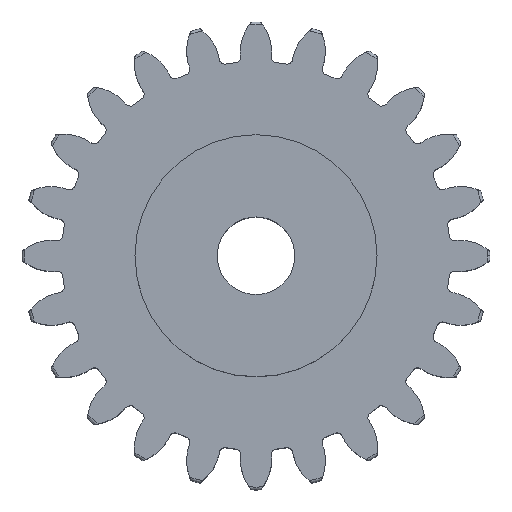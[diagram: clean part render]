
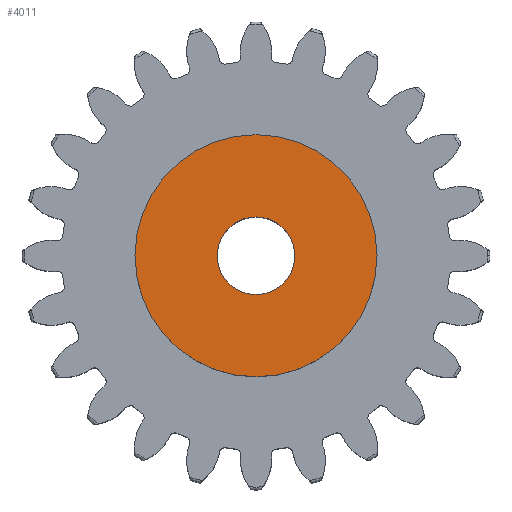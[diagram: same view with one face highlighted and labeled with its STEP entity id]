
A CAD part, top view. The second image highlights one B-rep face of the part: STEP entity #4011.
In plain terms, the highlighted planar face has unit normal (0, 0, 1).
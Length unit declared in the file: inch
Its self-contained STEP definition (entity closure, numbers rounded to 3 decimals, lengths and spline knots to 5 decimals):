
#160 = EDGE_CURVE ( 'NONE', #1524, #2513, #8198, .T. ) ;
#278 = EDGE_CURVE ( 'NONE', #2513, #1524, #1210, .T. ) ;
#341 = DIRECTION ( 'NONE',  ( 0., 0., 1. ) ) ;
#406 = DIRECTION ( 'NONE',  ( 0., 0., 1. ) ) ;
#933 = DIRECTION ( 'NONE',  ( 1., 0., 0. ) ) ;
#971 = VERTEX_POINT ( 'NONE', #1903 ) ;
#1075 = DIRECTION ( 'NONE',  ( 1., 0., 0. ) ) ;
#1210 = CIRCLE ( 'NONE', #3358, 2.24225 ) ;
#1433 = CARTESIAN_POINT ( 'NONE',  ( -2.24225, 0., 0. ) ) ;
#1524 = VERTEX_POINT ( 'NONE', #5869 ) ;
#1567 = CARTESIAN_POINT ( 'NONE',  ( 0., 0., 0. ) ) ;
#1900 = FACE_OUTER_BOUND ( 'NONE', #7448, .T. ) ;
#1903 = CARTESIAN_POINT ( 'NONE',  ( -0.71875, 0., 0. ) ) ;
#2314 = EDGE_CURVE ( 'NONE', #971, #2788, #3085, .T. ) ;
#2513 = VERTEX_POINT ( 'NONE', #1433 ) ;
#2611 = CARTESIAN_POINT ( 'NONE',  ( 0.71875, 0., 0. ) ) ;
#2788 = VERTEX_POINT ( 'NONE', #2611 ) ;
#3085 = CIRCLE ( 'NONE', #3182, 0.71875 ) ;
#3182 = AXIS2_PLACEMENT_3D ( 'NONE', #8574, #6506, #5796 ) ;
#3358 = AXIS2_PLACEMENT_3D ( 'NONE', #8312, #406, #1075 ) ;
#4011 = ADVANCED_FACE ( 'NONE', ( #6580, #1900 ), #4314, .T. ) ;
#4040 = ORIENTED_EDGE ( 'NONE', *, *, #278, .T. ) ;
#4314 = PLANE ( 'NONE',  #7086 ) ;
#4518 = DIRECTION ( 'NONE',  ( 0., 0., -1. ) ) ;
#4907 = DIRECTION ( 'NONE',  ( 0., 0., 1. ) ) ;
#4962 = DIRECTION ( 'NONE',  ( 1., 0., 0. ) ) ;
#5186 = DIRECTION ( 'NONE',  ( -1., 0., 0. ) ) ;
#5200 = AXIS2_PLACEMENT_3D ( 'NONE', #8531, #4518, #5186 ) ;
#5259 = ORIENTED_EDGE ( 'NONE', *, *, #7937, .T. ) ;
#5305 = AXIS2_PLACEMENT_3D ( 'NONE', #1567, #4907, #933 ) ;
#5312 = CIRCLE ( 'NONE', #5200, 0.71875 ) ;
#5561 = EDGE_LOOP ( 'NONE', ( #8546, #5259 ) ) ;
#5796 = DIRECTION ( 'NONE',  ( -1., 0., 0. ) ) ;
#5809 = ORIENTED_EDGE ( 'NONE', *, *, #160, .T. ) ;
#5869 = CARTESIAN_POINT ( 'NONE',  ( 2.24225, 0., 0. ) ) ;
#6506 = DIRECTION ( 'NONE',  ( 0., 0., -1. ) ) ;
#6580 = FACE_BOUND ( 'NONE', #5561, .T. ) ;
#7086 = AXIS2_PLACEMENT_3D ( 'NONE', #8424, #341, #4962 ) ;
#7448 = EDGE_LOOP ( 'NONE', ( #5809, #4040 ) ) ;
#7937 = EDGE_CURVE ( 'NONE', #2788, #971, #5312, .T. ) ;
#8198 = CIRCLE ( 'NONE', #5305, 2.24225 ) ;
#8312 = CARTESIAN_POINT ( 'NONE',  ( 0., 0., 0. ) ) ;
#8424 = CARTESIAN_POINT ( 'NONE',  ( 0., 2.24225, 0. ) ) ;
#8531 = CARTESIAN_POINT ( 'NONE',  ( 0., 0., 0. ) ) ;
#8546 = ORIENTED_EDGE ( 'NONE', *, *, #2314, .T. ) ;
#8574 = CARTESIAN_POINT ( 'NONE',  ( 0., 0., 0. ) ) ;
